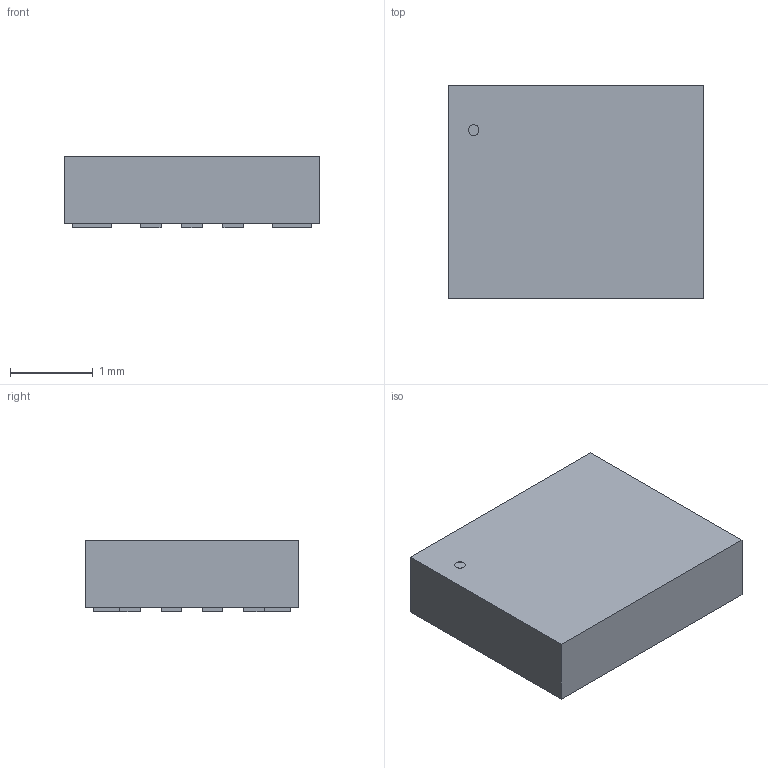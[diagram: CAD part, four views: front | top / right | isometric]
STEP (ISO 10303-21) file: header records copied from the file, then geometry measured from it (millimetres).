
FILE_DESCRIPTION(/* description */ ('Unknown'),/* implementation_level */ '2;1');
FILE_NAME(/* name */ '25360303200011',/* time_stamp */ '2022-05-16T13:12:55+02:00',/* author */ ('Unknown'),/* organization */ ('Unknown'),/* preprocessor_version */ 'ST-DEVELOPER v16.7',/* originating_system */ 'Solid Edge',/* authorisation */ 'Unknown');
FILE_SCHEMA (('AUTOMOTIVE_DESIGN {1 0 10303 214 3 1 1}'));
Length unit declared in the file: millimetre
Products named in the file (2): 25360303200011; product
Assembly tree (1 placements, depth 2):
  25360303200011
    product
Bounding box: 3.1 x 2.59 x 0.87 mm (x, y, z)
Volume: 6.6 mm3; surface area: 26.3 mm2
Topology: 1 solids, 1 shells, 79 faces, 186 edges, 124 vertices
Faces by surface type: plane 78, cylinder 1
Full cylindrical faces by diameter (mm): 0.13 x1
Entity records: 2813 total; most frequent: CARTESIAN_POINT 390, ORIENTED_EDGE 370, DIRECTION 349, EDGE_CURVE 185, LINE 183, VECTOR 183, VERTEX_POINT 124, EDGE_LOOP 95
